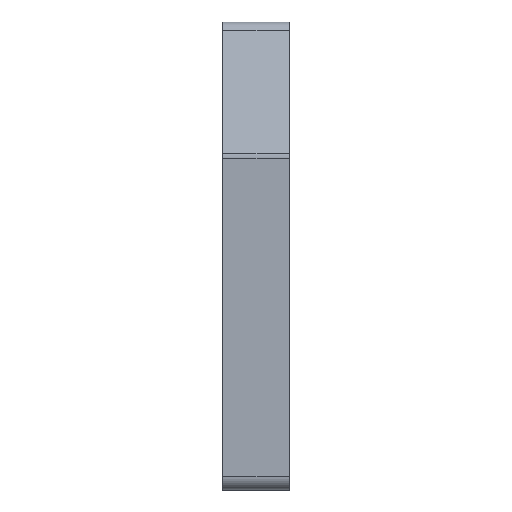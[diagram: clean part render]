
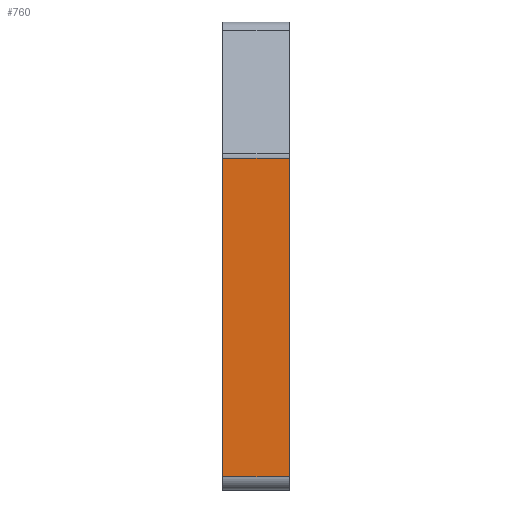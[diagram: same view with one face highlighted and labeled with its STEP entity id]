
A CAD part, left-side view. The second image highlights one B-rep face of the part: STEP entity #760.
In plain terms, the highlighted planar face has unit normal (-1, 0, 0).
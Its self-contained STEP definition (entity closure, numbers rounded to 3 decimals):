
#71 = CARTESIAN_POINT ( 'NONE',  ( 0., 5., 0. ) ) ;
#190 = VECTOR ( 'NONE', #880, 1000. ) ;
#410 = CARTESIAN_POINT ( 'NONE',  ( 0., 0., -10.193 ) ) ;
#453 = AXIS2_PLACEMENT_3D ( 'NONE', #692, #2260, #2053 ) ;
#455 = LINE ( 'NONE', #1111, #2519 ) ;
#465 = ORIENTED_EDGE ( 'NONE', *, *, #1376, .T. ) ;
#478 = PLANE ( 'NONE',  #453 ) ;
#692 = CARTESIAN_POINT ( 'NONE',  ( 0., 5., 0. ) ) ;
#710 = ORIENTED_EDGE ( 'NONE', *, *, #1016, .T. ) ;
#760 = ADVANCED_FACE ( 'NONE', ( #779 ), #478, .F. ) ;
#779 = FACE_OUTER_BOUND ( 'NONE', #1678, .T. ) ;
#813 = CARTESIAN_POINT ( 'NONE',  ( 0., 0., -34. ) ) ;
#831 = CARTESIAN_POINT ( 'NONE',  ( 0., 5., -10.193 ) ) ;
#880 = DIRECTION ( 'NONE',  ( 0., 1., 0. ) ) ;
#891 = LINE ( 'NONE', #831, #190 ) ;
#979 = DIRECTION ( 'NONE',  ( 0., -1., 0. ) ) ;
#1016 = EDGE_CURVE ( 'NONE', #1785, #1237, #1030, .T. ) ;
#1030 = LINE ( 'NONE', #2509, #1541 ) ;
#1073 = VERTEX_POINT ( 'NONE', #2504 ) ;
#1111 = CARTESIAN_POINT ( 'NONE',  ( 0., 0., 0. ) ) ;
#1150 = LINE ( 'NONE', #71, #2294 ) ;
#1234 = DIRECTION ( 'NONE',  ( 0., 0., 1. ) ) ;
#1237 = VERTEX_POINT ( 'NONE', #813 ) ;
#1376 = EDGE_CURVE ( 'NONE', #1879, #1073, #891, .T. ) ;
#1541 = VECTOR ( 'NONE', #979, 1000. ) ;
#1678 = EDGE_LOOP ( 'NONE', ( #2483, #710, #1949, #465 ) ) ;
#1785 = VERTEX_POINT ( 'NONE', #2147 ) ;
#1811 = EDGE_CURVE ( 'NONE', #1237, #1879, #455, .T. ) ;
#1879 = VERTEX_POINT ( 'NONE', #410 ) ;
#1949 = ORIENTED_EDGE ( 'NONE', *, *, #1811, .T. ) ;
#2053 = DIRECTION ( 'NONE',  ( 0., 0., -1. ) ) ;
#2113 = EDGE_CURVE ( 'NONE', #1785, #1073, #1150, .T. ) ;
#2147 = CARTESIAN_POINT ( 'NONE',  ( 0., 5., -34. ) ) ;
#2260 = DIRECTION ( 'NONE',  ( 1., 0., 0. ) ) ;
#2294 = VECTOR ( 'NONE', #1234, 1000. ) ;
#2304 = DIRECTION ( 'NONE',  ( 0., 0., 1. ) ) ;
#2483 = ORIENTED_EDGE ( 'NONE', *, *, #2113, .F. ) ;
#2504 = CARTESIAN_POINT ( 'NONE',  ( 0., 5., -10.193 ) ) ;
#2509 = CARTESIAN_POINT ( 'NONE',  ( 0., 5., -34. ) ) ;
#2519 = VECTOR ( 'NONE', #2304, 1000. ) ;
